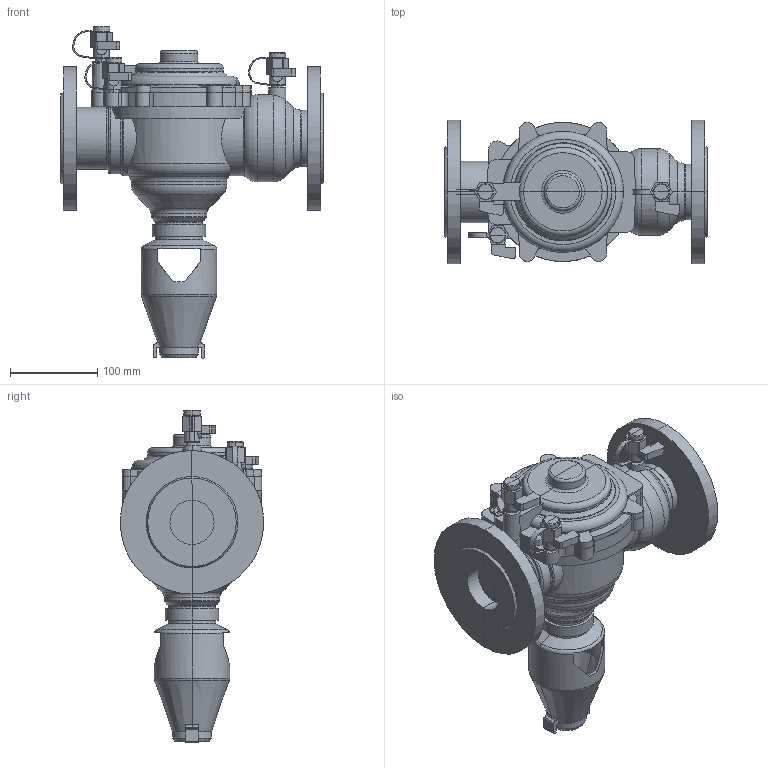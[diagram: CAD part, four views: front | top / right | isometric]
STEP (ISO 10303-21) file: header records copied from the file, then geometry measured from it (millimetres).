
FILE_DESCRIPTION(/* description */ (''),/* implementation_level */ '2;1');
FILE_NAME(/* name */ '575005.stp',/* time_stamp */ '2016-07-26T10:04:32+02:00',/* author */ ('UFFTEC'),/* organization */ (''),/* preprocessor_version */ 'ST-DEVELOPER v15.2',/* originating_system */ 'Autodesk Inventor 2014',/* authorisation */ '');
FILE_SCHEMA (('AUTOMOTIVE_DESIGN { 1 0 10303 214 3 1 1 }'));
Length unit declared in the file: millimetre
Products named in the file (18): Parte3; Parte5; Parte7; Parte9; Parte11; Parte13; Parte15; Parte17; Parte19; Parte21; Parte23; Parte25; Parte27; Parte29; Parte31; Parte33; Parte35; Assieme1
Bounding box: 302 x 165 x 381.5 mm (x, y, z)
Volume: 4286072.2 mm3; surface area: 426049.8 mm2
Topology: 18 solids, 18 shells, 481 faces, 1238 edges, 791 vertices
Faces by surface type: plane 229, cylinder 162, torus 46, cone 38, bspline 6
Entity records: 16354 total; most frequent: CARTESIAN_POINT 4608, ORIENTED_EDGE 2476, DIRECTION 2315, EDGE_CURVE 1238, AXIS2_PLACEMENT_3D 836, VERTEX_POINT 791, LINE 643, VECTOR 643
